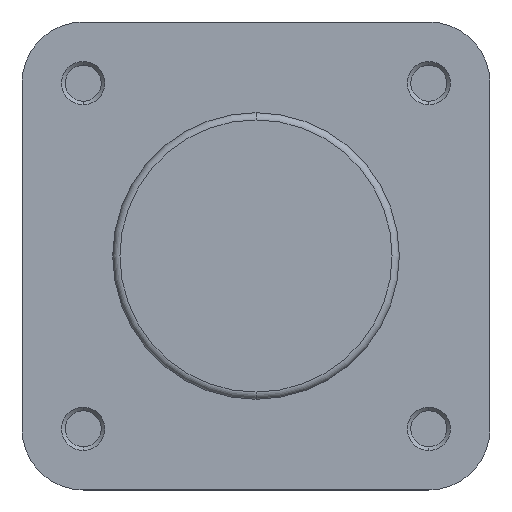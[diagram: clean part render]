
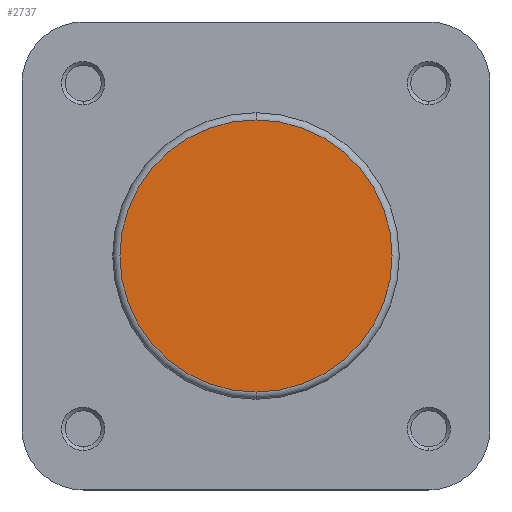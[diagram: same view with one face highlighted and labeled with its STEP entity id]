
A CAD part, left-side view. The second image highlights one B-rep face of the part: STEP entity #2737.
In plain terms, the highlighted planar face has unit normal (-1, 0, 0).
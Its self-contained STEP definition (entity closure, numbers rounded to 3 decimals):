
#1200 = CARTESIAN_POINT ( 'NONE',  ( 21., 0., 0. ) ) ;
#1211 = DIRECTION ( 'NONE',  ( -1., 0., 0. ) ) ;
#1212 = DIRECTION ( 'NONE',  ( 0., 0., -1. ) ) ;
#1287 = CARTESIAN_POINT ( 'NONE',  ( 21., 0., 0. ) ) ;
#1295 = DIRECTION ( 'NONE',  ( -1., 0., 0. ) ) ;
#1296 = DIRECTION ( 'NONE',  ( 0., 0., -1. ) ) ;
#2002 = EDGE_CURVE ( 'NONE', #3607, #3599, #2953, .T. ) ;
#2035 = EDGE_CURVE ( 'NONE', #3599, #3607, #2998, .T. ) ;
#2232 = AXIS2_PLACEMENT_3D ( 'NONE', #1200, #1211, #1212 ) ;
#2252 = AXIS2_PLACEMENT_3D ( 'NONE', #1287, #1295, #1296 ) ;
#2283 = AXIS2_PLACEMENT_3D ( 'NONE', #5070, #5075, #5076 ) ;
#2737 = ADVANCED_FACE ( 'NONE', ( #3062 ), #5067, .F. ) ;
#2953 = CIRCLE ( 'NONE', #2232, 18.9 ) ;
#2998 = CIRCLE ( 'NONE', #2252, 18.9 ) ;
#3062 = FACE_OUTER_BOUND ( 'NONE', #3925, .T. ) ;
#3599 = VERTEX_POINT ( 'NONE', #5854 ) ;
#3607 = VERTEX_POINT ( 'NONE', #5862 ) ;
#3925 = EDGE_LOOP ( 'NONE', ( #4733, #4732 ) ) ;
#4732 = ORIENTED_EDGE ( 'NONE', *, *, #2035, .T. ) ;
#4733 = ORIENTED_EDGE ( 'NONE', *, *, #2002, .T. ) ;
#5067 = PLANE ( 'NONE',  #2283 ) ;
#5070 = CARTESIAN_POINT ( 'NONE',  ( 21., 19.9, 0. ) ) ;
#5075 = DIRECTION ( 'NONE',  ( 1., 0., 0. ) ) ;
#5076 = DIRECTION ( 'NONE',  ( 0., 0., -1. ) ) ;
#5854 = CARTESIAN_POINT ( 'NONE',  ( 21., 0., 18.9 ) ) ;
#5862 = CARTESIAN_POINT ( 'NONE',  ( 21., 0., -18.9 ) ) ;
